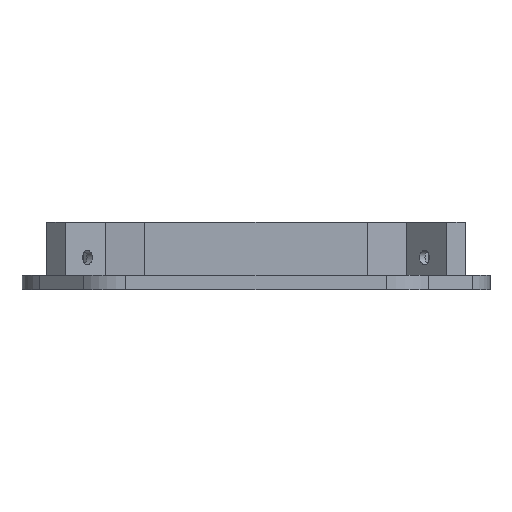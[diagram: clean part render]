
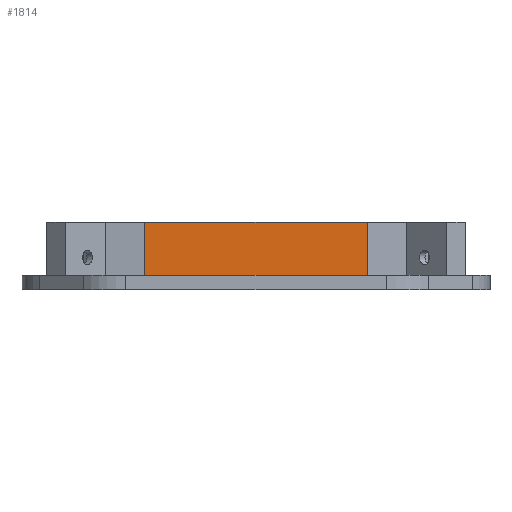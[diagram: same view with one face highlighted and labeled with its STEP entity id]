
A CAD part, front view. The second image highlights one B-rep face of the part: STEP entity #1814.
In plain terms, the highlighted planar face has unit normal (0, -1, 0).
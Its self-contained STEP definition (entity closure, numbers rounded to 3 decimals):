
#217=FACE_OUTER_BOUND('',#329,.T.);
#329=EDGE_LOOP('',(#1395,#1396,#1397,#1398));
#444=LINE('',#2674,#626);
#489=LINE('',#2782,#671);
#503=LINE('',#2811,#685);
#504=LINE('',#2813,#686);
#626=VECTOR('',#2133,10.);
#671=VECTOR('',#2236,10.);
#685=VECTOR('',#2268,10.);
#686=VECTOR('',#2271,10.);
#805=VERTEX_POINT('',#2671);
#806=VERTEX_POINT('',#2673);
#839=VERTEX_POINT('',#2779);
#840=VERTEX_POINT('',#2781);
#980=EDGE_CURVE('',#805,#806,#444,.T.);
#1033=EDGE_CURVE('',#840,#839,#489,.T.);
#1048=EDGE_CURVE('',#840,#805,#503,.T.);
#1049=EDGE_CURVE('',#806,#839,#504,.T.);
#1395=ORIENTED_EDGE('',*,*,#1049,.F.);
#1396=ORIENTED_EDGE('',*,*,#980,.F.);
#1397=ORIENTED_EDGE('',*,*,#1048,.F.);
#1398=ORIENTED_EDGE('',*,*,#1033,.T.);
#1749=PLANE('',#1945);
#1814=ADVANCED_FACE('',(#217),#1749,.T.);
#1945=AXIS2_PLACEMENT_3D('',#2812,#2269,#2270);
#2133=DIRECTION('',(0.,0.,-1.));
#2236=DIRECTION('',(0.,0.,-1.));
#2268=DIRECTION('',(1.,0.,0.));
#2269=DIRECTION('center_axis',(0.,-1.,0.));
#2270=DIRECTION('ref_axis',(1.,0.,0.));
#2271=DIRECTION('',(-1.,0.,0.));
#2671=CARTESIAN_POINT('',(48.8,16.4,-98.9));
#2673=CARTESIAN_POINT('',(48.8,16.4,-107.9));
#2674=CARTESIAN_POINT('',(48.8,16.4,-98.9));
#2779=CARTESIAN_POINT('',(11.2,16.4,-107.9));
#2781=CARTESIAN_POINT('',(11.2,16.4,-98.9));
#2782=CARTESIAN_POINT('',(11.2,16.4,-98.9));
#2811=CARTESIAN_POINT('',(48.5,16.4,-98.9));
#2812=CARTESIAN_POINT('Origin',(11.5,16.4,-110.4));
#2813=CARTESIAN_POINT('',(25.375,16.4,-107.9));
